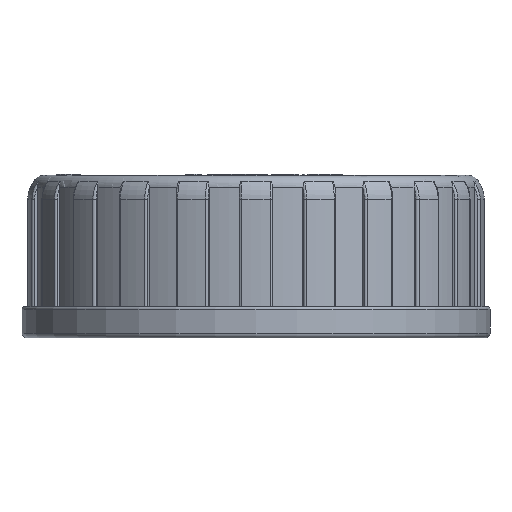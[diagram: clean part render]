
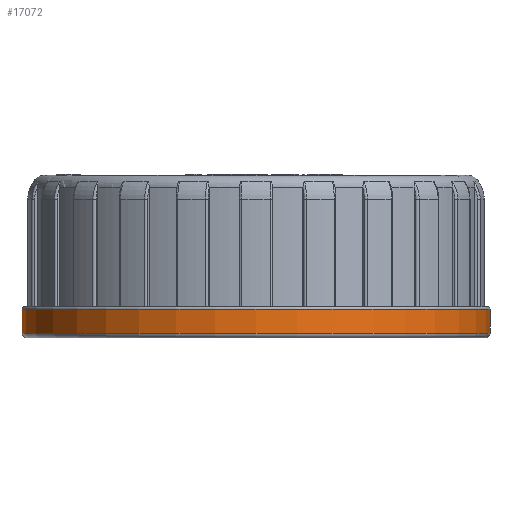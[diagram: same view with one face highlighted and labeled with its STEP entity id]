
A CAD part, front view. The second image highlights one B-rep face of the part: STEP entity #17072.
In plain terms, the highlighted cylindrical face has radius 48.95 mm (diameter 97.9 mm), a full revolution.
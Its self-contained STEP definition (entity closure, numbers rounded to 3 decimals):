
#1008=CIRCLE('',#18144,48.95);
#1009=CIRCLE('',#18145,48.95);
#1010=CIRCLE('',#18146,48.95);
#1011=CIRCLE('',#18147,48.95);
#1135=FACE_OUTER_BOUND('',#2070,.T.);
#2070=EDGE_LOOP('',(#12701,#12702,#12703,#12704,#12705,#12706));
#3789=LINE('',#40461,#5917);
#5917=VECTOR('',#20080,48.95);
#8262=VERTEX_POINT('',#40456);
#8263=VERTEX_POINT('',#40457);
#8264=VERTEX_POINT('',#40460);
#8265=VERTEX_POINT('',#40462);
#10041=EDGE_CURVE('',#8262,#8263,#1008,.T.);
#10042=EDGE_CURVE('',#8263,#8262,#1009,.T.);
#10043=EDGE_CURVE('',#8262,#8264,#3789,.T.);
#10044=EDGE_CURVE('',#8264,#8265,#1010,.T.);
#10045=EDGE_CURVE('',#8265,#8264,#1011,.T.);
#12701=ORIENTED_EDGE('',*,*,#10041,.T.);
#12702=ORIENTED_EDGE('',*,*,#10042,.T.);
#12703=ORIENTED_EDGE('',*,*,#10043,.T.);
#12704=ORIENTED_EDGE('',*,*,#10044,.T.);
#12705=ORIENTED_EDGE('',*,*,#10045,.T.);
#12706=ORIENTED_EDGE('',*,*,#10043,.F.);
#16950=CYLINDRICAL_SURFACE('',#18143,48.95);
#17072=ADVANCED_FACE('',(#1135),#16950,.T.);
#18143=AXIS2_PLACEMENT_3D('',#40455,#20074,#20075);
#18144=AXIS2_PLACEMENT_3D('',#40458,#20076,#20077);
#18145=AXIS2_PLACEMENT_3D('',#40459,#20078,#20079);
#18146=AXIS2_PLACEMENT_3D('',#40463,#20081,#20082);
#18147=AXIS2_PLACEMENT_3D('',#40464,#20083,#20084);
#20074=DIRECTION('center_axis',(0.,0.,1.));
#20075=DIRECTION('ref_axis',(1.,0.,0.));
#20076=DIRECTION('center_axis',(0.,0.,-1.));
#20077=DIRECTION('ref_axis',(-1.,0.,0.));
#20078=DIRECTION('center_axis',(0.,0.,-1.));
#20079=DIRECTION('ref_axis',(-1.,0.,0.));
#20080=DIRECTION('',(0.,0.,-1.));
#20081=DIRECTION('center_axis',(0.,0.,1.));
#20082=DIRECTION('ref_axis',(-1.,0.,0.));
#20083=DIRECTION('center_axis',(0.,0.,1.));
#20084=DIRECTION('ref_axis',(-1.,0.,0.));
#40455=CARTESIAN_POINT('Origin',(0.,0.,0.));
#40456=CARTESIAN_POINT('',(-48.95,0.,6.));
#40457=CARTESIAN_POINT('',(48.95,0.,6.));
#40458=CARTESIAN_POINT('Origin',(0.,0.,6.));
#40459=CARTESIAN_POINT('Origin',(0.,0.,6.));
#40460=CARTESIAN_POINT('',(-48.95,0.,1.));
#40461=CARTESIAN_POINT('',(-48.95,0.,0.));
#40462=CARTESIAN_POINT('',(48.95,0.,1.));
#40463=CARTESIAN_POINT('Origin',(0.,0.,1.));
#40464=CARTESIAN_POINT('Origin',(0.,0.,1.));
